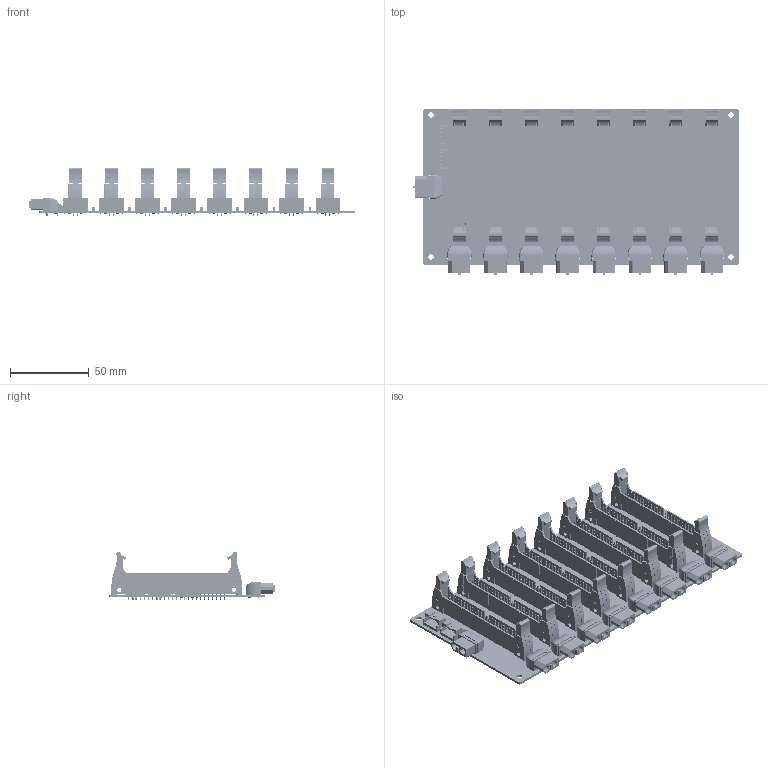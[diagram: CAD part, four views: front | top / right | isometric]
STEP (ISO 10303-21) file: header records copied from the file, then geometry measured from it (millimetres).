
FILE_DESCRIPTION(/* description */ (''),/* implementation_level */ '2;1');
FILE_NAME(/* name */ 'MDmotherboard.step',/* time_stamp */ '2023-02-04T16:01:27+09:00',/* author */ (''),/* organization */ (''),/* preprocessor_version */ 'ST-DEVELOPER v19.2',/* originating_system */ 'Autodesk Translation Framework v11.17.0.187',/* authorisation */ '');
FILE_SCHEMA (('AUTOMOTIVE_DESIGN { 1 0 10303 214 3 1 1 }'));
Length unit declared in the file: millimetre
Products named in the file (7): MDmotherboard; Board; Packages; S4B-XASK-1; SAMTEC_IPS1-125-01-L-D-FL; XT60PW-F; E3,5-10
Assembly tree (28 placements, depth 3):
  MDmotherboard
    Board
    Packages
      S4B-XASK-1  x2
      SAMTEC_IPS1-125-01-L-D-FL  x8
      XT60PW-F  x9
      E3,5-10  x7
Bounding box: 206.2 x 105.07 x 30.5 mm (x, y, z)
Volume: 94946.3 mm3; surface area: 111939.8 mm2
Topology: 27 solids, 27 shells, 8940 faces, 23584 edges, 15626 vertices
Faces by surface type: plane 7921, cylinder 935, torus 26, bspline 22, cone 18, sphere 18
Full cylindrical faces by diameter (mm): 0.6 x32, 0.813 x14, 1.016 x8, 1.04 x400, 1.6 x18, 2.5 x36, 2.54 x32, 2.6 x16, 2.65 x16, 2.8 x1, 3.5 x4, 4.3 x18, 4.35 x18
Entity records: 55522 total; most frequent: CARTESIAN_POINT 9529, ORIENTED_EDGE 9046, DIRECTION 9013, EDGE_CURVE 4523, LINE 3397, VECTOR 3397, VERTEX_POINT 3002, AXIS2_PLACEMENT_3D 2808
